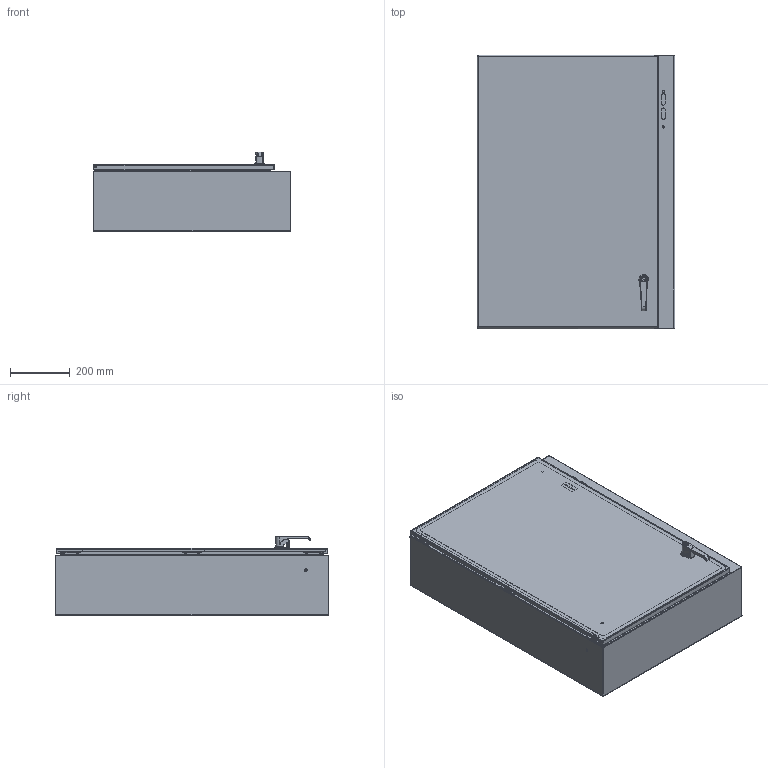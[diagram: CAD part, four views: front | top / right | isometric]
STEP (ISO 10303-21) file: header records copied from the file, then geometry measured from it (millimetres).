
FILE_DESCRIPTION (( 'STEP AP214' ), '1' );
FILE_NAME ('N412362608CDSSA.STEP', '2020-02-29T13:20:07', ( '' ), ( '' ), 'SwSTEP 2.0', 'SolidWorks 2019', '' );
FILE_SCHEMA (( 'AUTOMOTIVE_DESIGN' ));
Length unit declared in the file: inch
Products named in the file (1): N412362608CDSSA
Bounding box: 660.4 x 914.4 x 266.21 mm (x, y, z)
Volume: 4201632.4 mm3; surface area: 4216639.4 mm2
Topology: 72 solids, 72 shells, 2526 faces, 6149 edges, 3780 vertices
Faces by surface type: plane 942, cylinder 918, cone 328, bspline 316, torus 22
Full cylindrical faces by diameter (mm): 2.362 x6, 2.6 x1, 3.175 x3, 3.317 x102, 3.683 x6, 3.861 x6, 3.962 x5, 4.166 x102, 4.25 x7, 4.366 x6, 4.572 x6, 4.762 x6, 4.826 x4, 4.978 x2, 5 x3, 5.1 x1, 5.359 x2, 5.5 x1, 5.6 x1, 5.715 x4, 5.8 x1, 6.35 x16, 6.502 x6, 6.985 x6, 7.144 x2, 7.62 x10, 7.798 x1, 7.937 x1, 7.938 x1, 8.128 x9
Entity records: 127067 total; most frequent: CARTESIAN_POINT 41085, ORIENTED_EDGE 10190, DIRECTION 10185, EDGE_CURVE 5095, AXIS2_PLACEMENT_3D 3873, VERTEX_POINT 3483, EDGE_LOOP 3470, FACE_OUTER_BOUND 2942
